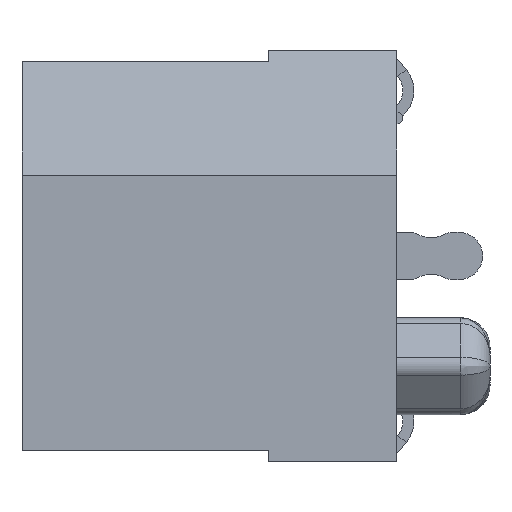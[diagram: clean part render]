
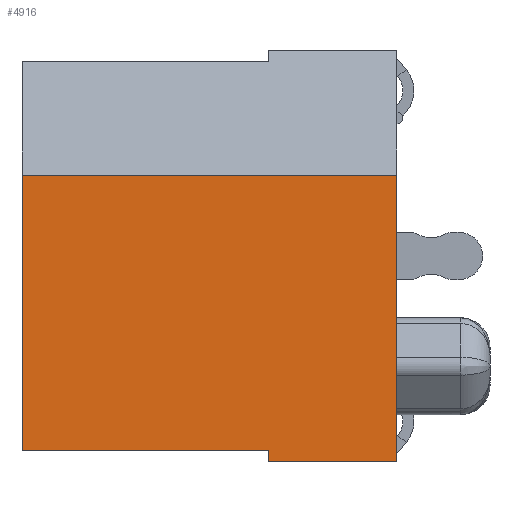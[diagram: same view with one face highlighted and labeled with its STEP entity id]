
A CAD part, left-side view. The second image highlights one B-rep face of the part: STEP entity #4916.
In plain terms, the highlighted planar face has unit normal (-1, 0, 0).
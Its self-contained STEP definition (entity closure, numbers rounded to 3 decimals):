
#4883 = EDGE_LOOP ( 'NONE', ( #4918, #4922, #4924, #4927, #4932, #4936 ) ) ;
#4916 = ADVANCED_FACE ( 'NONE', ( #16664 ), #16663, .T. ) ;
#4918 = ORIENTED_EDGE ( 'NONE', *, *, #4920, .F. ) ;
#4920 = EDGE_CURVE ( 'NONE', #24177, #24757, #16658, .T. ) ;
#4922 = ORIENTED_EDGE ( 'NONE', *, *, #24175, .F. ) ;
#4924 = ORIENTED_EDGE ( 'NONE', *, *, #18496, .T. ) ;
#4927 = ORIENTED_EDGE ( 'NONE', *, *, #4928, .F. ) ;
#4928 = EDGE_CURVE ( 'NONE', #4930, #18522, #16717, .T. ) ;
#4930 = VERTEX_POINT ( 'NONE', #16713 ) ;
#4932 = ORIENTED_EDGE ( 'NONE', *, *, #4934, .F. ) ;
#4934 = EDGE_CURVE ( 'NONE', #24763, #4930, #16712, .T. ) ;
#4936 = ORIENTED_EDGE ( 'NONE', *, *, #24760, .F. ) ;
#16655 = DIRECTION ( 'NONE',  ( 0., -1., 0. ) ) ;
#16656 = VECTOR ( 'NONE', #16655, 1000. ) ;
#16657 = CARTESIAN_POINT ( 'NONE',  ( -7.75, 3.35, 1.1 ) ) ;
#16658 = LINE ( 'NONE', #16657, #16656 ) ;
#16659 = DIRECTION ( 'NONE',  ( 0., 0., 1. ) ) ;
#16660 = DIRECTION ( 'NONE',  ( -1., 0., 0. ) ) ;
#16661 = CARTESIAN_POINT ( 'NONE',  ( -7.75, -1.75, -2.8 ) ) ;
#16662 = AXIS2_PLACEMENT_3D ( 'NONE', #16661, #16660, #16659 ) ;
#16663 = PLANE ( 'NONE',  #16662 ) ;
#16664 = FACE_OUTER_BOUND ( 'NONE', #4883, .T. ) ;
#16709 = DIRECTION ( 'NONE',  ( 0., 1., 0. ) ) ;
#16710 = VECTOR ( 'NONE', #16709, 1000. ) ;
#16711 = CARTESIAN_POINT ( 'NONE',  ( -7.75, -1.75, -2.8 ) ) ;
#16712 = LINE ( 'NONE', #16711, #16710 ) ;
#16713 = CARTESIAN_POINT ( 'NONE',  ( -7.75, 0., -2.8 ) ) ;
#16714 = DIRECTION ( 'NONE',  ( 0., 0., 1. ) ) ;
#16715 = VECTOR ( 'NONE', #16714, 1000. ) ;
#16716 = CARTESIAN_POINT ( 'NONE',  ( -7.75, 0., -2.8 ) ) ;
#16717 = LINE ( 'NONE', #16716, #16715 ) ;
#18496 = EDGE_CURVE ( 'NONE', #24070, #18522, #26030, .T. ) ;
#18522 = VERTEX_POINT ( 'NONE', #26082 ) ;
#24070 = VERTEX_POINT ( 'NONE', #28165 ) ;
#24175 = EDGE_CURVE ( 'NONE', #24070, #24177, #28254, .T. ) ;
#24177 = VERTEX_POINT ( 'NONE', #28250 ) ;
#24757 = VERTEX_POINT ( 'NONE', #28850 ) ;
#24760 = EDGE_CURVE ( 'NONE', #24757, #24763, #28849, .T. ) ;
#24763 = VERTEX_POINT ( 'NONE', #28845 ) ;
#26025 = DIRECTION ( 'NONE',  ( 0., -1., 0. ) ) ;
#26027 = VECTOR ( 'NONE', #26025, 1000. ) ;
#26029 = CARTESIAN_POINT ( 'NONE',  ( -7.75, 3.35, -2.65 ) ) ;
#26030 = LINE ( 'NONE', #26029, #26027 ) ;
#26082 = CARTESIAN_POINT ( 'NONE',  ( -7.75, 0., -2.65 ) ) ;
#28165 = CARTESIAN_POINT ( 'NONE',  ( -7.75, 3.35, -2.65 ) ) ;
#28250 = CARTESIAN_POINT ( 'NONE',  ( -7.75, 3.35, 1.1 ) ) ;
#28251 = DIRECTION ( 'NONE',  ( 0., 0., 1. ) ) ;
#28252 = VECTOR ( 'NONE', #28251, 1000. ) ;
#28253 = CARTESIAN_POINT ( 'NONE',  ( -7.75, 3.35, -2.8 ) ) ;
#28254 = LINE ( 'NONE', #28253, #28252 ) ;
#28845 = CARTESIAN_POINT ( 'NONE',  ( -7.75, -1.75, -2.8 ) ) ;
#28846 = DIRECTION ( 'NONE',  ( 0., 0., -1. ) ) ;
#28847 = VECTOR ( 'NONE', #28846, 1000. ) ;
#28848 = CARTESIAN_POINT ( 'NONE',  ( -7.75, -1.75, 2.8 ) ) ;
#28849 = LINE ( 'NONE', #28848, #28847 ) ;
#28850 = CARTESIAN_POINT ( 'NONE',  ( -7.75, -1.75, 1.1 ) ) ;
